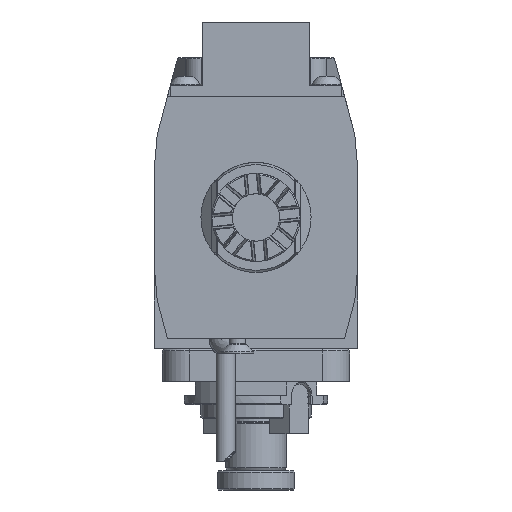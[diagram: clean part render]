
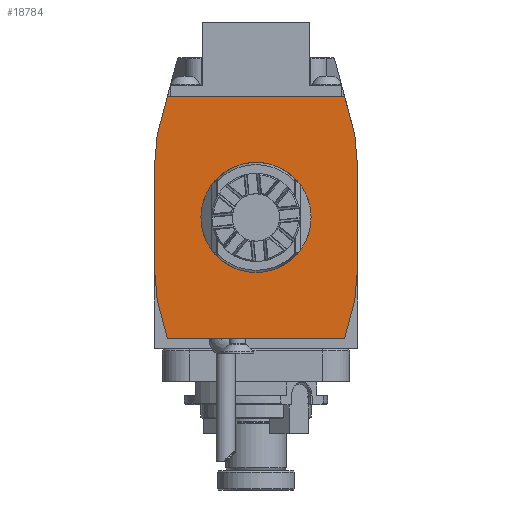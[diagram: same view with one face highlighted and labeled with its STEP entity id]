
A CAD part, front view. The second image highlights one B-rep face of the part: STEP entity #18784.
In plain terms, the highlighted planar face has unit normal (0, -1, 0).
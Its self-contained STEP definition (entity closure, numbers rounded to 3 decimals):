
#114 = CARTESIAN_POINT ( 'NONE',  ( -37., -100., -17.21 ) ) ;
#823 = CARTESIAN_POINT ( 'NONE',  ( 35.867, -100., -30.155 ) ) ;
#1313 = ORIENTED_EDGE ( 'NONE', *, *, #25637, .T. ) ;
#1662 = FACE_OUTER_BOUND ( 'NONE', #25964, .T. ) ;
#1674 = CARTESIAN_POINT ( 'NONE',  ( 0., -100., 0. ) ) ;
#1991 = EDGE_CURVE ( 'NONE', #14944, #23752, #19198, .T. ) ;
#2368 = DIRECTION ( 'NONE',  ( -0.259, 0., 0.966 ) ) ;
#2639 = ORIENTED_EDGE ( 'NONE', *, *, #21070, .T. ) ;
#3358 = AXIS2_PLACEMENT_3D ( 'NONE', #1674, #19323, #6925 ) ;
#3905 = DIRECTION ( 'NONE',  ( 0., 0., -1. ) ) ;
#4293 = ORIENTED_EDGE ( 'NONE', *, *, #27635, .F. ) ;
#4342 = CIRCLE ( 'NONE', #3358, 19.656 ) ;
#4363 = DIRECTION ( 'NONE',  ( 0.087, 0., 0.996 ) ) ;
#4446 = LINE ( 'NONE', #13838, #20889 ) ;
#4715 = CARTESIAN_POINT ( 'NONE',  ( 35.867, -100., -30.155 ) ) ;
#5934 = LINE ( 'NONE', #30557, #29355 ) ;
#6349 = VERTEX_POINT ( 'NONE', #18907 ) ;
#6789 = VERTEX_POINT ( 'NONE', #31020 ) ;
#6925 = DIRECTION ( 'NONE',  ( 0., 0., -1. ) ) ;
#7020 = VECTOR ( 'NONE', #19299, 1000. ) ;
#7749 = VERTEX_POINT ( 'NONE', #23407 ) ;
#8141 = DIRECTION ( 'NONE',  ( 0.259, 0., 0.966 ) ) ;
#8593 = VERTEX_POINT ( 'NONE', #15328 ) ;
#8831 = PLANE ( 'NONE',  #17354 ) ;
#9675 = DIRECTION ( 'NONE',  ( 1., 0., 0. ) ) ;
#9700 = LINE ( 'NONE', #12255, #22790 ) ;
#10704 = DIRECTION ( 'NONE',  ( 0.259, 0., -0.966 ) ) ;
#11893 = VERTEX_POINT ( 'NONE', #22812 ) ;
#11975 = LINE ( 'NONE', #18978, #7020 ) ;
#12188 = CARTESIAN_POINT ( 'NONE',  ( 35.867, -100., 30.155 ) ) ;
#12255 = CARTESIAN_POINT ( 'NONE',  ( -37., -100., 0. ) ) ;
#12290 = EDGE_CURVE ( 'NONE', #21496, #14458, #22604, .T. ) ;
#13100 = CARTESIAN_POINT ( 'NONE',  ( -35.867, -100., 30.155 ) ) ;
#13382 = ORIENTED_EDGE ( 'NONE', *, *, #27221, .F. ) ;
#13494 = EDGE_CURVE ( 'NONE', #14458, #14944, #19297, .T. ) ;
#13838 = CARTESIAN_POINT ( 'NONE',  ( 35.867, -100., 30.155 ) ) ;
#14458 = VERTEX_POINT ( 'NONE', #4715 ) ;
#14460 = LINE ( 'NONE', #22065, #23597 ) ;
#14515 = VERTEX_POINT ( 'NONE', #114 ) ;
#14601 = CARTESIAN_POINT ( 'NONE',  ( 37., -100., 0. ) ) ;
#14944 = VERTEX_POINT ( 'NONE', #31098 ) ;
#15007 = CARTESIAN_POINT ( 'NONE',  ( 37., -100., 17.21 ) ) ;
#15145 = ORIENTED_EDGE ( 'NONE', *, *, #20560, .T. ) ;
#15188 = VECTOR ( 'NONE', #4363, 1000. ) ;
#15328 = CARTESIAN_POINT ( 'NONE',  ( -35.867, -100., -30.155 ) ) ;
#15845 = LINE ( 'NONE', #20629, #30164 ) ;
#15858 = ORIENTED_EDGE ( 'NONE', *, *, #30471, .T. ) ;
#15981 = DIRECTION ( 'NONE',  ( 0., 1., 0. ) ) ;
#16387 = VERTEX_POINT ( 'NONE', #13100 ) ;
#16455 = CARTESIAN_POINT ( 'NONE',  ( 0., -100., 22.15 ) ) ;
#16886 = DIRECTION ( 'NONE',  ( -1., 0., 0. ) ) ;
#17354 = AXIS2_PLACEMENT_3D ( 'NONE', #16455, #15981, #3905 ) ;
#17356 = DIRECTION ( 'NONE',  ( 0., 0., 1. ) ) ;
#17672 = VECTOR ( 'NONE', #8141, 1000. ) ;
#18074 = ORIENTED_EDGE ( 'NONE', *, *, #12290, .T. ) ;
#18231 = DIRECTION ( 'NONE',  ( -0.259, 0., -0.966 ) ) ;
#18271 = EDGE_CURVE ( 'NONE', #21941, #22061, #4446, .T. ) ;
#18784 = ADVANCED_FACE ( 'Defeature completata1_226', ( #1662, #21389 ), #8831, .F. ) ;
#18907 = CARTESIAN_POINT ( 'NONE',  ( 0., -100., -19.656 ) ) ;
#18978 = CARTESIAN_POINT ( 'NONE',  ( -35.867, -100., -30.155 ) ) ;
#19177 = ORIENTED_EDGE ( 'NONE', *, *, #18271, .T. ) ;
#19198 = LINE ( 'NONE', #14601, #30192 ) ;
#19273 = ORIENTED_EDGE ( 'NONE', *, *, #26928, .T. ) ;
#19297 = LINE ( 'NONE', #31221, #15188 ) ;
#19299 = DIRECTION ( 'NONE',  ( -0.087, 0., 0.996 ) ) ;
#19323 = DIRECTION ( 'NONE',  ( 0., 1., 0. ) ) ;
#19358 = DIRECTION ( 'NONE',  ( 0., 0., 1. ) ) ;
#20319 = ORIENTED_EDGE ( 'NONE', *, *, #27457, .T. ) ;
#20560 = EDGE_CURVE ( 'NONE', #7749, #21496, #24343, .T. ) ;
#20629 = CARTESIAN_POINT ( 'NONE',  ( -35.867, -100., 30.155 ) ) ;
#20889 = VECTOR ( 'NONE', #2368, 1000. ) ;
#21070 = EDGE_CURVE ( 'NONE', #6789, #16387, #15845, .T. ) ;
#21389 = FACE_BOUND ( 'NONE', #27375, .T. ) ;
#21496 = VERTEX_POINT ( 'NONE', #26923 ) ;
#21781 = CARTESIAN_POINT ( 'NONE',  ( 32.158, -100., -44. ) ) ;
#21916 = DIRECTION ( 'NONE',  ( 0.087, 0., -0.996 ) ) ;
#21941 = VERTEX_POINT ( 'NONE', #12188 ) ;
#22061 = VERTEX_POINT ( 'NONE', #28224 ) ;
#22065 = CARTESIAN_POINT ( 'NONE',  ( 38.213, -100., 3.343 ) ) ;
#22604 = LINE ( 'NONE', #823, #17672 ) ;
#22790 = VECTOR ( 'NONE', #17356, 1000. ) ;
#22812 = CARTESIAN_POINT ( 'NONE',  ( -37., -100., 17.21 ) ) ;
#23407 = CARTESIAN_POINT ( 'NONE',  ( -32.158, -100., -44. ) ) ;
#23597 = VECTOR ( 'NONE', #21916, 1000. ) ;
#23752 = VERTEX_POINT ( 'NONE', #15007 ) ;
#24343 = LINE ( 'NONE', #21781, #30142 ) ;
#24425 = ORIENTED_EDGE ( 'NONE', *, *, #13494, .T. ) ;
#24799 = VECTOR ( 'NONE', #26336, 1000. ) ;
#25174 = ORIENTED_EDGE ( 'NONE', *, *, #1991, .T. ) ;
#25637 = EDGE_CURVE ( 'NONE', #22061, #6789, #30715, .T. ) ;
#25964 = EDGE_LOOP ( 'NONE', ( #28778, #19177, #1313, #2639, #19273, #4293, #13382, #20319, #15145, #18074, #24425, #25174 ) ) ;
#26336 = DIRECTION ( 'NONE',  ( -0.087, 0., -0.996 ) ) ;
#26923 = CARTESIAN_POINT ( 'NONE',  ( 32.158, -100., -44. ) ) ;
#26928 = EDGE_CURVE ( 'NONE', #16387, #11893, #28858, .T. ) ;
#27221 = EDGE_CURVE ( 'NONE', #8593, #14515, #11975, .T. ) ;
#27375 = EDGE_LOOP ( 'NONE', ( #15858 ) ) ;
#27457 = EDGE_CURVE ( 'NONE', #8593, #7749, #5934, .T. ) ;
#27635 = EDGE_CURVE ( 'NONE', #14515, #11893, #9700, .T. ) ;
#28224 = CARTESIAN_POINT ( 'NONE',  ( 32.158, -100., 44. ) ) ;
#28483 = CARTESIAN_POINT ( 'NONE',  ( -32.158, -100., 44. ) ) ;
#28699 = CARTESIAN_POINT ( 'NONE',  ( -35.867, -100., 30.155 ) ) ;
#28778 = ORIENTED_EDGE ( 'NONE', *, *, #29734, .F. ) ;
#28858 = LINE ( 'NONE', #28699, #24799 ) ;
#29355 = VECTOR ( 'NONE', #10704, 1000. ) ;
#29734 = EDGE_CURVE ( 'NONE', #21941, #23752, #14460, .T. ) ;
#30142 = VECTOR ( 'NONE', #9675, 1000. ) ;
#30164 = VECTOR ( 'NONE', #18231, 1000. ) ;
#30192 = VECTOR ( 'NONE', #19358, 1000. ) ;
#30471 = EDGE_CURVE ( 'NONE', #6349, #6349, #4342, .T. ) ;
#30557 = CARTESIAN_POINT ( 'NONE',  ( -35.867, -100., -30.155 ) ) ;
#30715 = LINE ( 'NONE', #28483, #30846 ) ;
#30846 = VECTOR ( 'NONE', #16886, 1000. ) ;
#31020 = CARTESIAN_POINT ( 'NONE',  ( -32.158, -100., 44. ) ) ;
#31098 = CARTESIAN_POINT ( 'NONE',  ( 37., -100., -17.21 ) ) ;
#31221 = CARTESIAN_POINT ( 'NONE',  ( 38.213, -100., -3.343 ) ) ;
